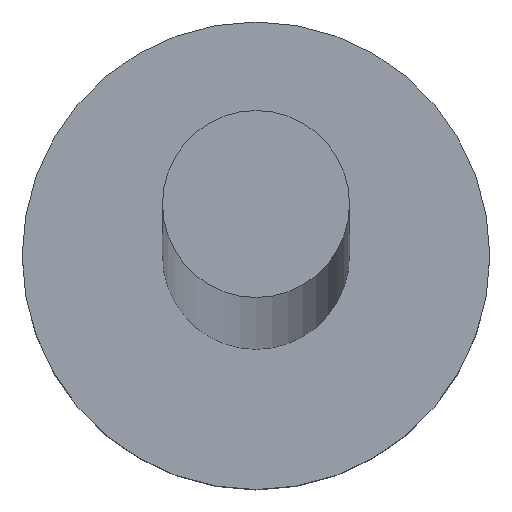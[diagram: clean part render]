
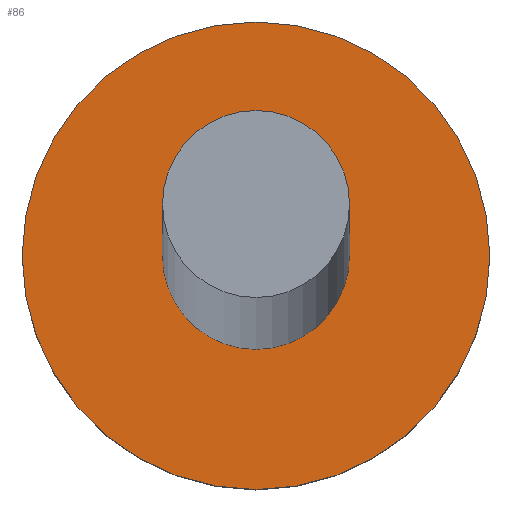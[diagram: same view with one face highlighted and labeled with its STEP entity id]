
A CAD part, top view. The second image highlights one B-rep face of the part: STEP entity #86.
In plain terms, the highlighted planar face has unit normal (0, 0, 1).
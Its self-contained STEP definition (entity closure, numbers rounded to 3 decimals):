
#3 = ORIENTED_EDGE ( 'NONE', *, *, #196, .T. ) ;
#18 = FACE_BOUND ( 'NONE', #202, .T. ) ;
#24 = DIRECTION ( 'NONE',  ( 1., 0., 0. ) ) ;
#46 = CARTESIAN_POINT ( 'NONE',  ( 0., 0., 1.2 ) ) ;
#51 = CARTESIAN_POINT ( 'NONE',  ( -1.25, 0., 1.2 ) ) ;
#52 = EDGE_CURVE ( 'NONE', #165, #244, #180, .T. ) ;
#53 = AXIS2_PLACEMENT_3D ( 'NONE', #54, #128, #123 ) ;
#54 = CARTESIAN_POINT ( 'NONE',  ( 0., 0., 1.2 ) ) ;
#58 = ORIENTED_EDGE ( 'NONE', *, *, #152, .F. ) ;
#63 = CIRCLE ( 'NONE', #92, 1.25 ) ;
#76 = PLANE ( 'NONE',  #53 ) ;
#82 = DIRECTION ( 'NONE',  ( 0., 0., 1. ) ) ;
#86 = ADVANCED_FACE ( 'NONE', ( #18, #254 ), #76, .T. ) ;
#92 = AXIS2_PLACEMENT_3D ( 'NONE', #46, #249, #176 ) ;
#101 = CARTESIAN_POINT ( 'NONE',  ( 0., 0., 1.2 ) ) ;
#104 = ORIENTED_EDGE ( 'NONE', *, *, #225, .F. ) ;
#111 = CARTESIAN_POINT ( 'NONE',  ( 0., 0., 1.2 ) ) ;
#119 = AXIS2_PLACEMENT_3D ( 'NONE', #111, #167, #24 ) ;
#123 = DIRECTION ( 'NONE',  ( 1., 0., 0. ) ) ;
#128 = DIRECTION ( 'NONE',  ( 0., 0., 1. ) ) ;
#149 = CIRCLE ( 'NONE', #119, 0.5 ) ;
#152 = EDGE_CURVE ( 'NONE', #161, #185, #149, .T. ) ;
#161 = VERTEX_POINT ( 'NONE', #163 ) ;
#163 = CARTESIAN_POINT ( 'NONE',  ( 0.5, 0., 1.2 ) ) ;
#165 = VERTEX_POINT ( 'NONE', #238 ) ;
#167 = DIRECTION ( 'NONE',  ( 0., 0., 1. ) ) ;
#174 = DIRECTION ( 'NONE',  ( 1., 0., 0. ) ) ;
#175 = CIRCLE ( 'NONE', #203, 0.5 ) ;
#176 = DIRECTION ( 'NONE',  ( 1., 0., 0. ) ) ;
#180 = CIRCLE ( 'NONE', #190, 1.25 ) ;
#185 = VERTEX_POINT ( 'NONE', #194 ) ;
#187 = DIRECTION ( 'NONE',  ( 0., 0., 1. ) ) ;
#190 = AXIS2_PLACEMENT_3D ( 'NONE', #210, #187, #174 ) ;
#194 = CARTESIAN_POINT ( 'NONE',  ( -0.5, 0., 1.2 ) ) ;
#196 = EDGE_CURVE ( 'NONE', #244, #165, #63, .T. ) ;
#202 = EDGE_LOOP ( 'NONE', ( #104, #58 ) ) ;
#203 = AXIS2_PLACEMENT_3D ( 'NONE', #101, #82, #232 ) ;
#210 = CARTESIAN_POINT ( 'NONE',  ( 0., 0., 1.2 ) ) ;
#225 = EDGE_CURVE ( 'NONE', #185, #161, #175, .T. ) ;
#232 = DIRECTION ( 'NONE',  ( 1., 0., 0. ) ) ;
#236 = ORIENTED_EDGE ( 'NONE', *, *, #52, .T. ) ;
#238 = CARTESIAN_POINT ( 'NONE',  ( 1.25, 0., 1.2 ) ) ;
#244 = VERTEX_POINT ( 'NONE', #51 ) ;
#247 = EDGE_LOOP ( 'NONE', ( #3, #236 ) ) ;
#249 = DIRECTION ( 'NONE',  ( 0., 0., 1. ) ) ;
#254 = FACE_OUTER_BOUND ( 'NONE', #247, .T. ) ;
